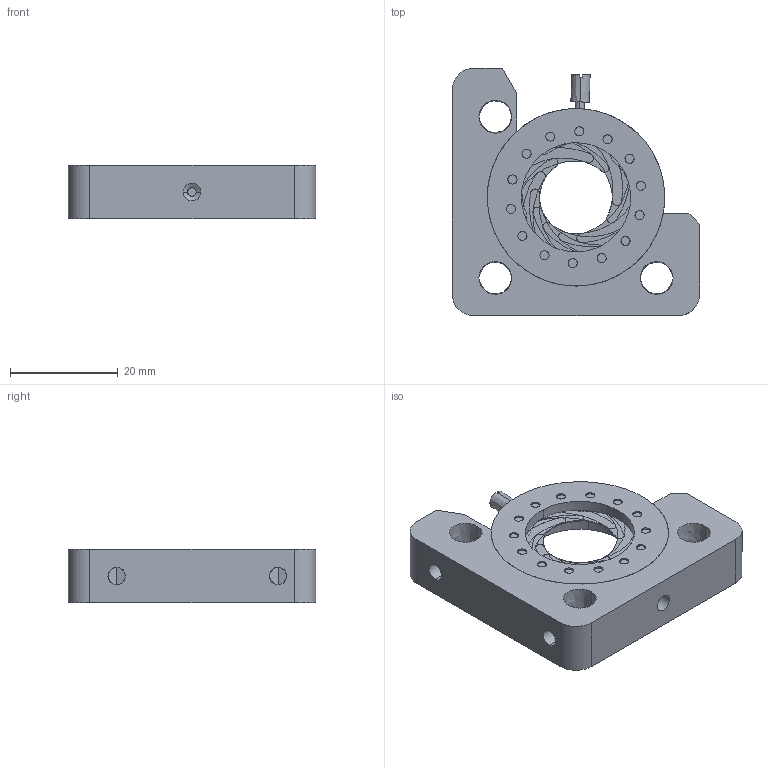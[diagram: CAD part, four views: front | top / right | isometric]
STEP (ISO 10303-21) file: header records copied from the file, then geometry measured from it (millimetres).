
FILE_DESCRIPTION(/* description */ (''),/* implementation_level */ '2;1');
FILE_NAME(/* name */ '30-ID',/* time_stamp */ '2024-11-22T10:13:37+03:00',/* author */ (''),/* organization */ (''),/* preprocessor_version */ 'ST-DEVELOPER v15',/* originating_system */ '',/* authorisation */ '');
FILE_SCHEMA (('AUTOMOTIVE_DESIGN'));
Length unit declared in the file: millimetre
Products named in the file (1): Document
Bounding box: 46 x 46 x 10 mm (x, y, z)
Volume: 10398.3 mm3; surface area: 10547.9 mm2
Topology: 18 solids, 18 shells, 404 faces, 1057 edges, 714 vertices
Faces by surface type: bspline 237, plane 167
Entity records: 14945 total; most frequent: CARTESIAN_POINT 8473, ORIENTED_EDGE 2114, EDGE_CURVE 1057, VERTEX_POINT 714, B_SPLINE_CURVE_WITH_KNOTS 503, EDGE_LOOP 479, ADVANCED_FACE 404, FACE_OUTER_BOUND 404
